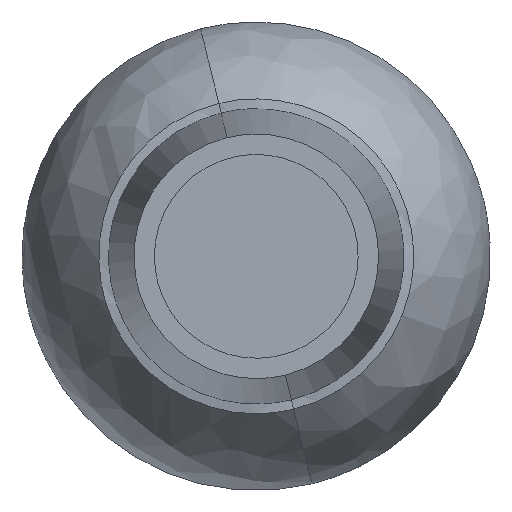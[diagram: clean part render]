
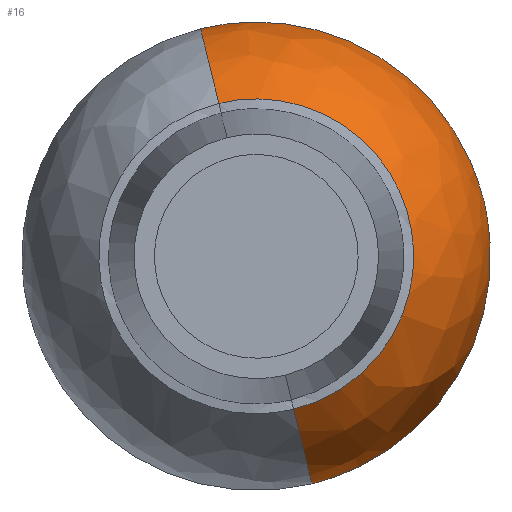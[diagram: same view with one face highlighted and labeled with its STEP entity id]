
A CAD part, front view. The second image highlights one B-rep face of the part: STEP entity #16.
In plain terms, the highlighted free-form (B-spline) face has degree [2, 2] with [5, 5] control points.
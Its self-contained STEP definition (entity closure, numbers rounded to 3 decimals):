
#16=ADVANCED_FACE('',(#30),#200,.T.);
#30=FACE_OUTER_BOUND('',#44,.T.);
#44=EDGE_LOOP('',(#63,#64,#65,#66,#67));
#63=ORIENTED_EDGE('',*,*,#122,.T.);
#64=ORIENTED_EDGE('',*,*,#120,.T.);
#65=ORIENTED_EDGE('',*,*,#125,.F.);
#66=ORIENTED_EDGE('',*,*,#118,.T.);
#67=ORIENTED_EDGE('',*,*,#147,.F.);
#118=EDGE_CURVE('',#179,#196,#154,.T.);
#120=EDGE_CURVE('',#182,#181,#156,.T.);
#122=EDGE_CURVE('',#183,#182,#158,.T.);
#125=EDGE_CURVE('',#179,#181,#161,.T.);
#147=EDGE_CURVE('',#183,#196,#177,.T.);
#154=(
BOUNDED_CURVE()
B_SPLINE_CURVE(2,(#700,#701,#702),.UNSPECIFIED.,.F.,.F.)
B_SPLINE_CURVE_WITH_KNOTS((3,3),(-27.655,-18.064),
 .UNSPECIFIED.)
CURVE()
GEOMETRIC_REPRESENTATION_ITEM()
RATIONAL_B_SPLINE_CURVE((1.,0.914,1.))
REPRESENTATION_ITEM('')
);
#156=(
BOUNDED_CURVE()
B_SPLINE_CURVE(2,(#706,#707,#708),.UNSPECIFIED.,.F.,.F.)
B_SPLINE_CURVE_WITH_KNOTS((3,3),(18.064,27.655),
 .UNSPECIFIED.)
CURVE()
GEOMETRIC_REPRESENTATION_ITEM()
RATIONAL_B_SPLINE_CURVE((1.,0.914,1.))
REPRESENTATION_ITEM('')
);
#158=(
BOUNDED_CURVE()
B_SPLINE_CURVE(2,(#712,#713,#714),.UNSPECIFIED.,.F.,.F.)
B_SPLINE_CURVE_WITH_KNOTS((3,3),(-1.571,0.),.UNSPECIFIED.)
CURVE()
GEOMETRIC_REPRESENTATION_ITEM()
RATIONAL_B_SPLINE_CURVE((1.,0.707,1.))
REPRESENTATION_ITEM('')
);
#161=(
BOUNDED_CURVE()
B_SPLINE_CURVE(2,(#723,#724,#725,#726,#727),.UNSPECIFIED.,.F.,.F.)
B_SPLINE_CURVE_WITH_KNOTS((3,2,3),(-24.275,-12.137,
0.),.UNSPECIFIED.)
CURVE()
GEOMETRIC_REPRESENTATION_ITEM()
RATIONAL_B_SPLINE_CURVE((1.,0.707,1.,0.707,1.))
REPRESENTATION_ITEM('')
);
#177=(
BOUNDED_CURVE()
B_SPLINE_CURVE(2,(#809,#810,#811),.UNSPECIFIED.,.F.,.F.)
B_SPLINE_CURVE_WITH_KNOTS((3,3),(-1.571,0.),.UNSPECIFIED.)
CURVE()
GEOMETRIC_REPRESENTATION_ITEM()
RATIONAL_B_SPLINE_CURVE((1.,0.707,1.))
REPRESENTATION_ITEM('')
);
#179=VERTEX_POINT('',#682);
#181=VERTEX_POINT('',#684);
#182=VERTEX_POINT('',#685);
#183=VERTEX_POINT('',#686);
#196=VERTEX_POINT('',#699);
#200=(
BOUNDED_SURFACE()
B_SPLINE_SURFACE(2,2,((#334,#335,#336,#337,#338),(#339,#340,#341,#342,#343),
(#344,#345,#346,#347,#348),(#349,#350,#351,#352,#353),(#354,#355,#356,#357,
#358)),.UNSPECIFIED.,.F.,.F.,.F.)
B_SPLINE_SURFACE_WITH_KNOTS((3,2,3),(3,2,3),(-1.571,0.,1.571),
(0.,1.571,3.142),.UNSPECIFIED.)
GEOMETRIC_REPRESENTATION_ITEM()
RATIONAL_B_SPLINE_SURFACE(((1.,0.707,1.,0.707,1.),
(0.707,0.5,0.707,0.5,0.707),(1.,0.707,
1.,0.707,1.),(0.707,0.5,0.707,0.5,0.707),
(1.,0.707,1.,0.707,1.)))
REPRESENTATION_ITEM('')
SURFACE()
);
#334=CARTESIAN_POINT('',(11.171,15.519,2.731));
#335=CARTESIAN_POINT('',(11.171,15.519,2.731));
#336=CARTESIAN_POINT('',(11.171,15.519,2.731));
#337=CARTESIAN_POINT('',(11.171,15.519,2.731));
#338=CARTESIAN_POINT('',(11.171,15.519,2.731));
#339=CARTESIAN_POINT('',(8.441,15.519,13.902));
#340=CARTESIAN_POINT('',(8.441,4.019,13.902));
#341=CARTESIAN_POINT('',(11.171,4.019,2.731));
#342=CARTESIAN_POINT('',(13.902,4.019,-8.441));
#343=CARTESIAN_POINT('',(13.902,15.519,-8.441));
#344=CARTESIAN_POINT('',(-2.731,15.519,11.171));
#345=CARTESIAN_POINT('',(-2.731,4.019,11.171));
#346=CARTESIAN_POINT('',(0.,4.019,0.));
#347=CARTESIAN_POINT('',(2.731,4.019,-11.171));
#348=CARTESIAN_POINT('',(2.731,15.519,-11.171));
#349=CARTESIAN_POINT('',(-13.902,15.519,8.441));
#350=CARTESIAN_POINT('',(-13.902,4.019,8.441));
#351=CARTESIAN_POINT('',(-11.171,4.019,-2.731));
#352=CARTESIAN_POINT('',(-8.441,4.019,-13.902));
#353=CARTESIAN_POINT('',(-8.441,15.519,-13.902));
#354=CARTESIAN_POINT('',(-11.171,15.519,-2.731));
#355=CARTESIAN_POINT('',(-11.171,15.519,-2.731));
#356=CARTESIAN_POINT('',(-11.171,15.519,-2.731));
#357=CARTESIAN_POINT('',(-11.171,15.519,-2.731));
#358=CARTESIAN_POINT('',(-11.171,15.519,-2.731));
#682=CARTESIAN_POINT('',(1.835,7.002,-7.506));
#684=CARTESIAN_POINT('',(-1.835,7.002,7.506));
#685=CARTESIAN_POINT('',(-2.731,15.519,11.171));
#686=CARTESIAN_POINT('',(11.171,15.519,2.731));
#699=CARTESIAN_POINT('',(2.731,15.519,-11.171));
#700=CARTESIAN_POINT('',(1.835,7.002,-7.506));
#701=CARTESIAN_POINT('',(2.731,10.425,-11.171));
#702=CARTESIAN_POINT('',(2.731,15.519,-11.171));
#706=CARTESIAN_POINT('',(-2.731,15.519,11.171));
#707=CARTESIAN_POINT('',(-2.731,10.425,11.171));
#708=CARTESIAN_POINT('',(-1.835,7.002,7.506));
#712=CARTESIAN_POINT('',(11.171,15.519,2.731));
#713=CARTESIAN_POINT('',(8.441,15.519,13.902));
#714=CARTESIAN_POINT('',(-2.731,15.519,11.171));
#723=CARTESIAN_POINT('',(1.835,7.002,-7.506));
#724=CARTESIAN_POINT('',(9.341,7.002,-5.671));
#725=CARTESIAN_POINT('',(7.506,7.002,1.835));
#726=CARTESIAN_POINT('',(5.671,7.002,9.341));
#727=CARTESIAN_POINT('',(-1.835,7.002,7.506));
#809=CARTESIAN_POINT('',(11.171,15.519,2.731));
#810=CARTESIAN_POINT('',(13.902,15.519,-8.441));
#811=CARTESIAN_POINT('',(2.731,15.519,-11.171));
